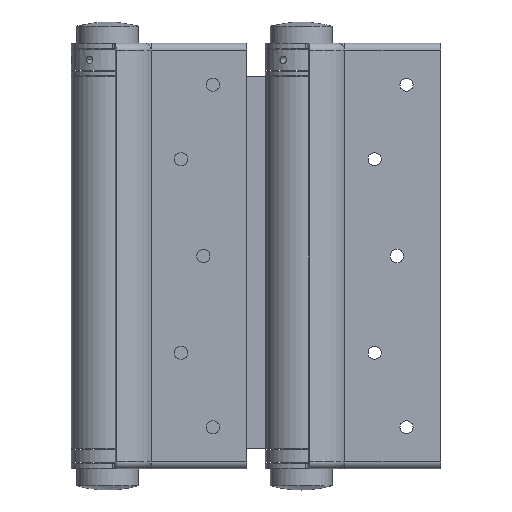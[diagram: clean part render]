
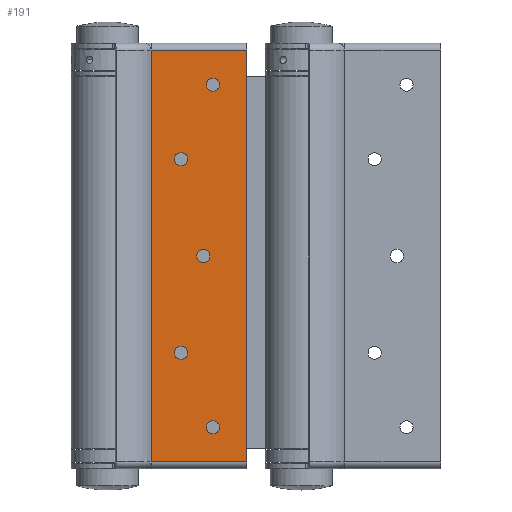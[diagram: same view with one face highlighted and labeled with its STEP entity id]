
A CAD part, front view. The second image highlights one B-rep face of the part: STEP entity #191.
In plain terms, the highlighted face is planar.
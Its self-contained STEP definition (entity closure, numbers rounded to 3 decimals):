
#34 = VERTEX_POINT ( 'NONE', #626 ) ;
#39 = EDGE_CURVE ( 'NONE', #48, #34, #574, .T. ) ;
#48 = VERTEX_POINT ( 'NONE', #662 ) ;
#52 = VERTEX_POINT ( 'NONE', #633 ) ;
#58 = VERTEX_POINT ( 'NONE', #647 ) ;
#72 = EDGE_CURVE ( 'NONE', #58, #52, #673, .T. ) ;
#88 = VERTEX_POINT ( 'NONE', #744 ) ;
#94 = VERTEX_POINT ( 'NONE', #728 ) ;
#177 = VERTEX_POINT ( 'NONE', #820 ) ;
#188 = ORIENTED_EDGE ( 'NONE', *, *, #198, .F. ) ;
#189 = VERTEX_POINT ( 'NONE', #861 ) ;
#190 = EDGE_CURVE ( 'NONE', #52, #58, #902, .T. ) ;
#191 = ADVANCED_FACE ( 'NONE', ( #893, #901, #906, #898, #900, #892 ), #905, .T. ) ;
#192 = EDGE_CURVE ( 'NONE', #311, #94, #883, .T. ) ;
#193 = EDGE_LOOP ( 'NONE', ( #206, #188 ) ) ;
#197 = ORIENTED_EDGE ( 'NONE', *, *, #72, .F. ) ;
#198 = EDGE_CURVE ( 'NONE', #34, #48, #889, .T. ) ;
#199 = EDGE_CURVE ( 'NONE', #189, #177, #891, .T. ) ;
#200 = EDGE_LOOP ( 'NONE', ( #197, #205 ) ) ;
#201 = ORIENTED_EDGE ( 'NONE', *, *, #365, .F. ) ;
#202 = EDGE_CURVE ( 'NONE', #218, #216, #938, .T. ) ;
#203 = ORIENTED_EDGE ( 'NONE', *, *, #315, .F. ) ;
#204 = EDGE_LOOP ( 'NONE', ( #201, #482 ) ) ;
#205 = ORIENTED_EDGE ( 'NONE', *, *, #190, .F. ) ;
#206 = ORIENTED_EDGE ( 'NONE', *, *, #39, .F. ) ;
#208 = ORIENTED_EDGE ( 'NONE', *, *, #192, .F. ) ;
#209 = EDGE_LOOP ( 'NONE', ( #203, #208 ) ) ;
#210 = ORIENTED_EDGE ( 'NONE', *, *, #240, .T. ) ;
#211 = ORIENTED_EDGE ( 'NONE', *, *, #199, .T. ) ;
#212 = EDGE_LOOP ( 'NONE', ( #211, #214, #222, #210 ) ) ;
#213 = ORIENTED_EDGE ( 'NONE', *, *, #223, .F. ) ;
#214 = ORIENTED_EDGE ( 'NONE', *, *, #226, .T. ) ;
#215 = ORIENTED_EDGE ( 'NONE', *, *, #410, .F. ) ;
#216 = VERTEX_POINT ( 'NONE', #934 ) ;
#218 = VERTEX_POINT ( 'NONE', #935 ) ;
#221 = EDGE_LOOP ( 'NONE', ( #215, #213 ) ) ;
#222 = ORIENTED_EDGE ( 'NONE', *, *, #202, .F. ) ;
#223 = EDGE_CURVE ( 'NONE', #330, #335, #924, .T. ) ;
#226 = EDGE_CURVE ( 'NONE', #177, #216, #925, .T. ) ;
#228 = EDGE_CURVE ( 'NONE', #88, #366, #918, .T. ) ;
#240 = EDGE_CURVE ( 'NONE', #218, #189, #950, .T. ) ;
#311 = VERTEX_POINT ( 'NONE', #1099 ) ;
#315 = EDGE_CURVE ( 'NONE', #94, #311, #1096, .T. ) ;
#330 = VERTEX_POINT ( 'NONE', #1167 ) ;
#335 = VERTEX_POINT ( 'NONE', #1162 ) ;
#365 = EDGE_CURVE ( 'NONE', #366, #88, #1236, .T. ) ;
#366 = VERTEX_POINT ( 'NONE', #1223 ) ;
#410 = EDGE_CURVE ( 'NONE', #335, #330, #1632, .T. ) ;
#482 = ORIENTED_EDGE ( 'NONE', *, *, #228, .F. ) ;
#574 = CIRCLE ( 'NONE', #615, 3.1 ) ;
#612 = DIRECTION ( 'NONE',  ( -1., 0., 0. ) ) ;
#613 = DIRECTION ( 'NONE',  ( 0., 1., 0. ) ) ;
#614 = CARTESIAN_POINT ( 'NONE',  ( -34.5, 8.5, -145.5 ) ) ;
#615 = AXIS2_PLACEMENT_3D ( 'NONE', #614, #613, #612 ) ;
#626 = CARTESIAN_POINT ( 'NONE',  ( -34.5, 8.5, -142.4 ) ) ;
#633 = CARTESIAN_POINT ( 'NONE',  ( -49.5, 8.5, -16.4 ) ) ;
#644 = CARTESIAN_POINT ( 'NONE',  ( -49.5, 8.5, -19.5 ) ) ;
#647 = CARTESIAN_POINT ( 'NONE',  ( -49.5, 8.5, -22.6 ) ) ;
#662 = CARTESIAN_POINT ( 'NONE',  ( -34.5, 8.5, -148.6 ) ) ;
#670 = DIRECTION ( 'NONE',  ( -1., 0., 0. ) ) ;
#671 = DIRECTION ( 'NONE',  ( 0., 1., 0. ) ) ;
#672 = AXIS2_PLACEMENT_3D ( 'NONE', #644, #671, #670 ) ;
#673 = CIRCLE ( 'NONE', #672, 3.1 ) ;
#728 = CARTESIAN_POINT ( 'NONE',  ( -49.5, 8.5, -183.6 ) ) ;
#744 = CARTESIAN_POINT ( 'NONE',  ( -34.5, 8.5, -51.4 ) ) ;
#820 = CARTESIAN_POINT ( 'NONE',  ( -65.5, 8.5, -3.2 ) ) ;
#852 = AXIS2_PLACEMENT_3D ( 'NONE', #907, #899, #884 ) ;
#861 = CARTESIAN_POINT ( 'NONE',  ( -65.5, 8.5, -196.8 ) ) ;
#877 = AXIS2_PLACEMENT_3D ( 'NONE', #885, #878, #939 ) ;
#878 = DIRECTION ( 'NONE',  ( 0., 1., 0. ) ) ;
#879 = DIRECTION ( 'NONE',  ( -1., 0., 0. ) ) ;
#880 = DIRECTION ( 'NONE',  ( 0., 1., 0. ) ) ;
#881 = CARTESIAN_POINT ( 'NONE',  ( -49.5, 8.5, -180.5 ) ) ;
#882 = AXIS2_PLACEMENT_3D ( 'NONE', #881, #880, #879 ) ;
#883 = CIRCLE ( 'NONE', #882, 3.1 ) ;
#884 = DIRECTION ( 'NONE',  ( -1., 0., 0. ) ) ;
#885 = CARTESIAN_POINT ( 'NONE',  ( -34.5, 8.5, -145.5 ) ) ;
#889 = CIRCLE ( 'NONE', #877, 3.1 ) ;
#890 = CARTESIAN_POINT ( 'NONE',  ( -65.5, 8.5, -200. ) ) ;
#891 = LINE ( 'NONE', #890, #937 ) ;
#892 = FACE_OUTER_BOUND ( 'NONE', #212, .T. ) ;
#893 = FACE_BOUND ( 'NONE', #200, .T. ) ;
#894 = DIRECTION ( 'NONE',  ( -1., 0., 0. ) ) ;
#895 = DIRECTION ( 'NONE',  ( 0., 1., 0. ) ) ;
#896 = CARTESIAN_POINT ( 'NONE',  ( -49.5, 8.5, -19.5 ) ) ;
#897 = AXIS2_PLACEMENT_3D ( 'NONE', #896, #895, #894 ) ;
#898 = FACE_BOUND ( 'NONE', #204, .T. ) ;
#899 = DIRECTION ( 'NONE',  ( 0., 1., 0. ) ) ;
#900 = FACE_BOUND ( 'NONE', #221, .T. ) ;
#901 = FACE_BOUND ( 'NONE', #193, .T. ) ;
#902 = CIRCLE ( 'NONE', #897, 3.1 ) ;
#905 = PLANE ( 'NONE',  #852 ) ;
#906 = FACE_BOUND ( 'NONE', #209, .T. ) ;
#907 = CARTESIAN_POINT ( 'NONE',  ( -65.5, 8.5, -200. ) ) ;
#908 = DIRECTION ( 'NONE',  ( 1., 0., 0. ) ) ;
#909 = VECTOR ( 'NONE', #908, 1000. ) ;
#910 = CARTESIAN_POINT ( 'NONE',  ( -65.5, 8.5, -3.2 ) ) ;
#913 = DIRECTION ( 'NONE',  ( -1., 0., 0. ) ) ;
#914 = DIRECTION ( 'NONE',  ( 0., 1., 0. ) ) ;
#915 = CARTESIAN_POINT ( 'NONE',  ( -45., 8.5, -100. ) ) ;
#918 = CIRCLE ( 'NONE', #926, 3.1 ) ;
#924 = CIRCLE ( 'NONE', #930, 3.1 ) ;
#925 = LINE ( 'NONE', #910, #909 ) ;
#926 = AXIS2_PLACEMENT_3D ( 'NONE', #967, #959, #958 ) ;
#930 = AXIS2_PLACEMENT_3D ( 'NONE', #915, #914, #913 ) ;
#931 = DIRECTION ( 'NONE',  ( 0., 0., 1. ) ) ;
#932 = VECTOR ( 'NONE', #931, 1000. ) ;
#933 = CARTESIAN_POINT ( 'NONE',  ( -20.424, 8.5, -200. ) ) ;
#934 = CARTESIAN_POINT ( 'NONE',  ( -20.424, 8.5, -3.2 ) ) ;
#935 = CARTESIAN_POINT ( 'NONE',  ( -20.424, 8.5, -196.8 ) ) ;
#936 = DIRECTION ( 'NONE',  ( 0., 0., 1. ) ) ;
#937 = VECTOR ( 'NONE', #936, 1000. ) ;
#938 = LINE ( 'NONE', #933, #932 ) ;
#939 = DIRECTION ( 'NONE',  ( -1., 0., 0. ) ) ;
#947 = DIRECTION ( 'NONE',  ( -1., 0., 0. ) ) ;
#948 = VECTOR ( 'NONE', #947, 1000. ) ;
#949 = CARTESIAN_POINT ( 'NONE',  ( -65.5, 8.5, -196.8 ) ) ;
#950 = LINE ( 'NONE', #949, #948 ) ;
#958 = DIRECTION ( 'NONE',  ( -1., 0., 0. ) ) ;
#959 = DIRECTION ( 'NONE',  ( 0., 1., 0. ) ) ;
#967 = CARTESIAN_POINT ( 'NONE',  ( -34.5, 8.5, -54.5 ) ) ;
#1096 = CIRCLE ( 'NONE', #1107, 3.1 ) ;
#1099 = CARTESIAN_POINT ( 'NONE',  ( -49.5, 8.5, -177.4 ) ) ;
#1107 = AXIS2_PLACEMENT_3D ( 'NONE', #1109, #1149, #1148 ) ;
#1109 = CARTESIAN_POINT ( 'NONE',  ( -49.5, 8.5, -180.5 ) ) ;
#1148 = DIRECTION ( 'NONE',  ( -1., 0., 0. ) ) ;
#1149 = DIRECTION ( 'NONE',  ( 0., 1., 0. ) ) ;
#1162 = CARTESIAN_POINT ( 'NONE',  ( -45., 8.5, -103.1 ) ) ;
#1167 = CARTESIAN_POINT ( 'NONE',  ( -45., 8.5, -96.9 ) ) ;
#1219 = DIRECTION ( 'NONE',  ( -1., 0., 0. ) ) ;
#1223 = CARTESIAN_POINT ( 'NONE',  ( -34.5, 8.5, -57.6 ) ) ;
#1227 = DIRECTION ( 'NONE',  ( 0., 1., 0. ) ) ;
#1231 = AXIS2_PLACEMENT_3D ( 'NONE', #1237, #1227, #1219 ) ;
#1236 = CIRCLE ( 'NONE', #1231, 3.1 ) ;
#1237 = CARTESIAN_POINT ( 'NONE',  ( -34.5, 8.5, -54.5 ) ) ;
#1622 = DIRECTION ( 'NONE',  ( -1., 0., 0. ) ) ;
#1623 = DIRECTION ( 'NONE',  ( 0., 1., 0. ) ) ;
#1624 = CARTESIAN_POINT ( 'NONE',  ( -45., 8.5, -100. ) ) ;
#1627 = AXIS2_PLACEMENT_3D ( 'NONE', #1624, #1623, #1622 ) ;
#1632 = CIRCLE ( 'NONE', #1627, 3.1 ) ;
